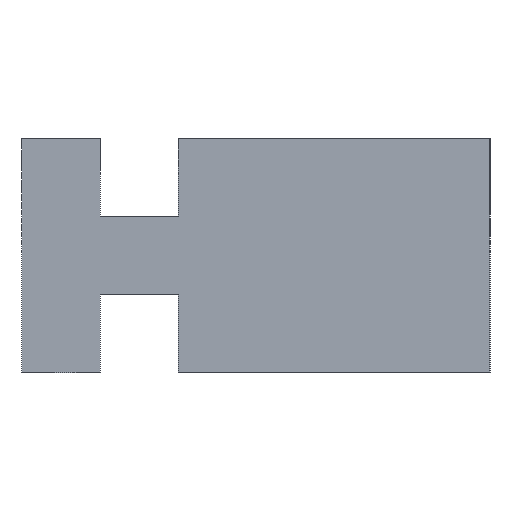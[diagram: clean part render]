
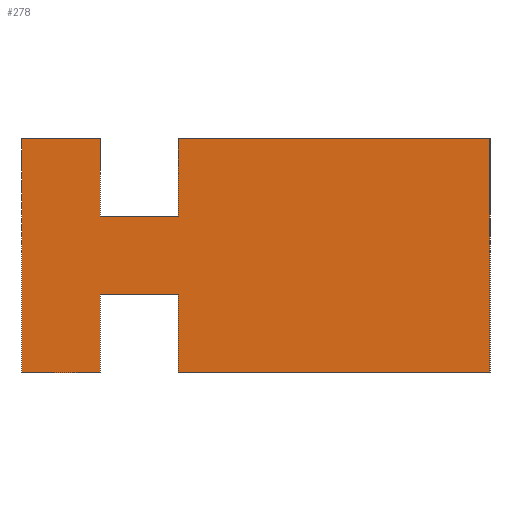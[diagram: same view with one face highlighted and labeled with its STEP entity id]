
A CAD part, left-side view. The second image highlights one B-rep face of the part: STEP entity #278.
In plain terms, the highlighted planar face has unit normal (-1, 0, 0).
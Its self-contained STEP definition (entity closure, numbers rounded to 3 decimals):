
#8 = VECTOR ( 'NONE', #914, 1000. ) ;
#11 = CARTESIAN_POINT ( 'NONE',  ( -700., 50., 150. ) ) ;
#14 = VECTOR ( 'NONE', #568, 1000. ) ;
#22 = DIRECTION ( 'NONE',  ( 0., 1., 0. ) ) ;
#29 = LINE ( 'NONE', #654, #14 ) ;
#30 = CARTESIAN_POINT ( 'NONE',  ( -700., 50., 150. ) ) ;
#33 = DIRECTION ( 'NONE',  ( 1., 0., 0. ) ) ;
#50 = ORIENTED_EDGE ( 'NONE', *, *, #242, .T. ) ;
#52 = CARTESIAN_POINT ( 'NONE',  ( -700., 50., 150. ) ) ;
#60 = DIRECTION ( 'NONE',  ( 0., -1., 0. ) ) ;
#66 = ORIENTED_EDGE ( 'NONE', *, *, #319, .T. ) ;
#68 = CARTESIAN_POINT ( 'NONE',  ( -700., 250., 50. ) ) ;
#69 = AXIS2_PLACEMENT_3D ( 'NONE', #52, #33, #143 ) ;
#71 = VERTEX_POINT ( 'NONE', #506 ) ;
#78 = CARTESIAN_POINT ( 'NONE',  ( -700., 300., 150. ) ) ;
#103 = VERTEX_POINT ( 'NONE', #1114 ) ;
#120 = VECTOR ( 'NONE', #606, 1000. ) ;
#143 = DIRECTION ( 'NONE',  ( 0., 0., -1. ) ) ;
#173 = ORIENTED_EDGE ( 'NONE', *, *, #520, .T. ) ;
#198 = DIRECTION ( 'NONE',  ( 0., 1., 0. ) ) ;
#199 = ORIENTED_EDGE ( 'NONE', *, *, #401, .T. ) ;
#207 = VERTEX_POINT ( 'NONE', #454 ) ;
#208 = CARTESIAN_POINT ( 'NONE',  ( -700., 250., 100. ) ) ;
#209 = EDGE_CURVE ( 'NONE', #968, #71, #559, .T. ) ;
#218 = LINE ( 'NONE', #78, #241 ) ;
#222 = VECTOR ( 'NONE', #990, 1000. ) ;
#239 = VERTEX_POINT ( 'NONE', #965 ) ;
#241 = VECTOR ( 'NONE', #198, 1000. ) ;
#242 = EDGE_CURVE ( 'NONE', #832, #865, #904, .T. ) ;
#258 = EDGE_CURVE ( 'NONE', #239, #832, #944, .T. ) ;
#276 = ORIENTED_EDGE ( 'NONE', *, *, #209, .F. ) ;
#278 = ADVANCED_FACE ( 'NONE', ( #949 ), #494, .F. ) ;
#282 = DIRECTION ( 'NONE',  ( 0., -1., 0. ) ) ;
#286 = ORIENTED_EDGE ( 'NONE', *, *, #730, .T. ) ;
#319 = EDGE_CURVE ( 'NONE', #734, #584, #999, .T. ) ;
#339 = CARTESIAN_POINT ( 'NONE',  ( -700., 350., 150. ) ) ;
#350 = ORIENTED_EDGE ( 'NONE', *, *, #1102, .F. ) ;
#386 = LINE ( 'NONE', #775, #748 ) ;
#395 = DIRECTION ( 'NONE',  ( 0., 0., -1. ) ) ;
#401 = EDGE_CURVE ( 'NONE', #670, #611, #218, .T. ) ;
#417 = CARTESIAN_POINT ( 'NONE',  ( -700., 250., 100. ) ) ;
#454 = CARTESIAN_POINT ( 'NONE',  ( -700., 250., 0. ) ) ;
#494 = PLANE ( 'NONE',  #69 ) ;
#500 = CARTESIAN_POINT ( 'NONE',  ( -700., 300., 0. ) ) ;
#506 = CARTESIAN_POINT ( 'NONE',  ( -700., 50., 0. ) ) ;
#507 = VERTEX_POINT ( 'NONE', #68 ) ;
#509 = CARTESIAN_POINT ( 'NONE',  ( -700., 350., 0. ) ) ;
#520 = EDGE_CURVE ( 'NONE', #584, #103, #680, .T. ) ;
#545 = DIRECTION ( 'NONE',  ( 0., 0., -1. ) ) ;
#559 = LINE ( 'NONE', #997, #924 ) ;
#568 = DIRECTION ( 'NONE',  ( 0., 0., 1. ) ) ;
#571 = EDGE_CURVE ( 'NONE', #611, #239, #652, .T. ) ;
#584 = VERTEX_POINT ( 'NONE', #208 ) ;
#604 = ORIENTED_EDGE ( 'NONE', *, *, #838, .T. ) ;
#606 = DIRECTION ( 'NONE',  ( 0., 0., 1. ) ) ;
#611 = VERTEX_POINT ( 'NONE', #668 ) ;
#652 = LINE ( 'NONE', #339, #655 ) ;
#654 = CARTESIAN_POINT ( 'NONE',  ( -700., 300., 100. ) ) ;
#655 = VECTOR ( 'NONE', #395, 1000. ) ;
#668 = CARTESIAN_POINT ( 'NONE',  ( -700., 350., 150. ) ) ;
#670 = VERTEX_POINT ( 'NONE', #1052 ) ;
#672 = DIRECTION ( 'NONE',  ( 0., 0., -1. ) ) ;
#680 = LINE ( 'NONE', #417, #1055 ) ;
#683 = ORIENTED_EDGE ( 'NONE', *, *, #818, .T. ) ;
#712 = CARTESIAN_POINT ( 'NONE',  ( -700., 300., 50. ) ) ;
#730 = EDGE_CURVE ( 'NONE', #865, #507, #1096, .T. ) ;
#734 = VERTEX_POINT ( 'NONE', #1151 ) ;
#748 = VECTOR ( 'NONE', #672, 1000. ) ;
#775 = CARTESIAN_POINT ( 'NONE',  ( -700., 250., 50. ) ) ;
#788 = DIRECTION ( 'NONE',  ( 0., -1., 0. ) ) ;
#796 = CARTESIAN_POINT ( 'NONE',  ( -700., 250., 150. ) ) ;
#811 = LINE ( 'NONE', #30, #8 ) ;
#818 = EDGE_CURVE ( 'NONE', #507, #207, #386, .T. ) ;
#824 = EDGE_LOOP ( 'NONE', ( #604, #276, #350, #66, #173, #844, #199, #1059, #1071, #50, #286, #683 ) ) ;
#832 = VERTEX_POINT ( 'NONE', #1149 ) ;
#838 = EDGE_CURVE ( 'NONE', #207, #71, #1130, .T. ) ;
#844 = ORIENTED_EDGE ( 'NONE', *, *, #1060, .T. ) ;
#865 = VERTEX_POINT ( 'NONE', #889 ) ;
#889 = CARTESIAN_POINT ( 'NONE',  ( -700., 300., 50. ) ) ;
#904 = LINE ( 'NONE', #500, #120 ) ;
#914 = DIRECTION ( 'NONE',  ( 0., -1., 0. ) ) ;
#924 = VECTOR ( 'NONE', #545, 1000. ) ;
#944 = LINE ( 'NONE', #509, #958 ) ;
#949 = FACE_OUTER_BOUND ( 'NONE', #824, .T. ) ;
#958 = VECTOR ( 'NONE', #60, 1000. ) ;
#965 = CARTESIAN_POINT ( 'NONE',  ( -700., 350., 0. ) ) ;
#968 = VERTEX_POINT ( 'NONE', #11 ) ;
#971 = CARTESIAN_POINT ( 'NONE',  ( -700., 50., 0. ) ) ;
#990 = DIRECTION ( 'NONE',  ( 0., 0., -1. ) ) ;
#997 = CARTESIAN_POINT ( 'NONE',  ( -700., 50., 150. ) ) ;
#999 = LINE ( 'NONE', #796, #222 ) ;
#1052 = CARTESIAN_POINT ( 'NONE',  ( -700., 300., 150. ) ) ;
#1055 = VECTOR ( 'NONE', #22, 1000. ) ;
#1059 = ORIENTED_EDGE ( 'NONE', *, *, #571, .T. ) ;
#1060 = EDGE_CURVE ( 'NONE', #103, #670, #29, .T. ) ;
#1071 = ORIENTED_EDGE ( 'NONE', *, *, #258, .T. ) ;
#1096 = LINE ( 'NONE', #712, #1101 ) ;
#1101 = VECTOR ( 'NONE', #788, 1000. ) ;
#1102 = EDGE_CURVE ( 'NONE', #734, #968, #811, .T. ) ;
#1114 = CARTESIAN_POINT ( 'NONE',  ( -700., 300., 100. ) ) ;
#1116 = VECTOR ( 'NONE', #282, 1000. ) ;
#1130 = LINE ( 'NONE', #971, #1116 ) ;
#1149 = CARTESIAN_POINT ( 'NONE',  ( -700., 300., 0. ) ) ;
#1151 = CARTESIAN_POINT ( 'NONE',  ( -700., 250., 150. ) ) ;
